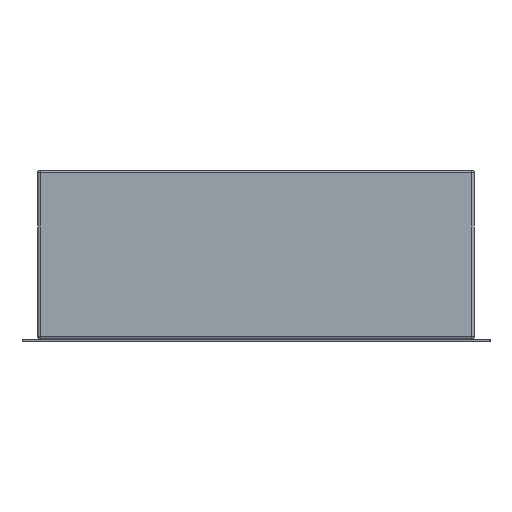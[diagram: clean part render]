
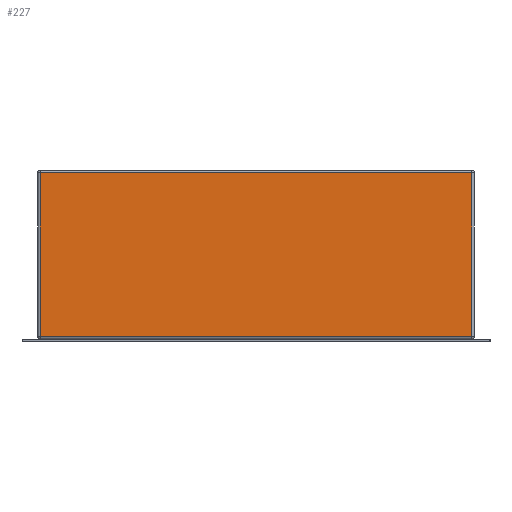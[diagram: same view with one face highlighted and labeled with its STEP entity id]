
A CAD part, left-side view. The second image highlights one B-rep face of the part: STEP entity #227.
In plain terms, the highlighted planar face has unit normal (-1, 0, 0).
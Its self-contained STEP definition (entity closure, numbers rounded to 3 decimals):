
#1 = EDGE_CURVE ( 'NONE', #3, #231, #521, .T. ) ;
#3 = VERTEX_POINT ( 'NONE', #522 ) ;
#5 = ORIENTED_EDGE ( 'NONE', *, *, #236, .T. ) ;
#134 = EDGE_LOOP ( 'NONE', ( #215, #232, #235, #5 ) ) ;
#215 = ORIENTED_EDGE ( 'NONE', *, *, #1, .T. ) ;
#225 = VERTEX_POINT ( 'NONE', #1333 ) ;
#227 = ADVANCED_FACE ( 'NONE', ( #1312 ), #1306, .T. ) ;
#228 = VERTEX_POINT ( 'NONE', #1294 ) ;
#229 = EDGE_CURVE ( 'NONE', #231, #225, #1317, .T. ) ;
#231 = VERTEX_POINT ( 'NONE', #1319 ) ;
#232 = ORIENTED_EDGE ( 'NONE', *, *, #229, .T. ) ;
#233 = EDGE_CURVE ( 'NONE', #225, #228, #1264, .T. ) ;
#235 = ORIENTED_EDGE ( 'NONE', *, *, #233, .T. ) ;
#236 = EDGE_CURVE ( 'NONE', #228, #3, #1249, .T. ) ;
#474 = DIRECTION ( 'NONE',  ( 0., 0., -1. ) ) ;
#475 = VECTOR ( 'NONE', #474, 1000. ) ;
#476 = CARTESIAN_POINT ( 'NONE',  ( -2.25, 1.58, -0.02 ) ) ;
#521 = LINE ( 'NONE', #476, #475 ) ;
#522 = CARTESIAN_POINT ( 'NONE',  ( -2.25, 1.58, 1.2 ) ) ;
#1247 = VECTOR ( 'NONE', #1426, 1000. ) ;
#1248 = CARTESIAN_POINT ( 'NONE',  ( -2.25, 1.6, 1.2 ) ) ;
#1249 = LINE ( 'NONE', #1248, #1247 ) ;
#1256 = VECTOR ( 'NONE', #1268, 1000. ) ;
#1260 = DIRECTION ( 'NONE',  ( 0., -1., 0. ) ) ;
#1261 = VECTOR ( 'NONE', #1260, 1000. ) ;
#1262 = CARTESIAN_POINT ( 'NONE',  ( -2.25, -1.6, 0. ) ) ;
#1264 = LINE ( 'NONE', #1269, #1256 ) ;
#1265 = DIRECTION ( 'NONE',  ( 0., -1., 0. ) ) ;
#1266 = DIRECTION ( 'NONE',  ( -1., 0., 0. ) ) ;
#1267 = CARTESIAN_POINT ( 'NONE',  ( -2.25, 1.6, -0.02 ) ) ;
#1268 = DIRECTION ( 'NONE',  ( 0., 0., 1. ) ) ;
#1269 = CARTESIAN_POINT ( 'NONE',  ( -2.25, -1.58, -0.02 ) ) ;
#1294 = CARTESIAN_POINT ( 'NONE',  ( -2.25, -1.58, 1.2 ) ) ;
#1306 = PLANE ( 'NONE',  #1313 ) ;
#1312 = FACE_OUTER_BOUND ( 'NONE', #134, .T. ) ;
#1313 = AXIS2_PLACEMENT_3D ( 'NONE', #1267, #1266, #1265 ) ;
#1317 = LINE ( 'NONE', #1262, #1261 ) ;
#1319 = CARTESIAN_POINT ( 'NONE',  ( -2.25, 1.58, 0. ) ) ;
#1333 = CARTESIAN_POINT ( 'NONE',  ( -2.25, -1.58, 0. ) ) ;
#1426 = DIRECTION ( 'NONE',  ( 0., 1., 0. ) ) ;
